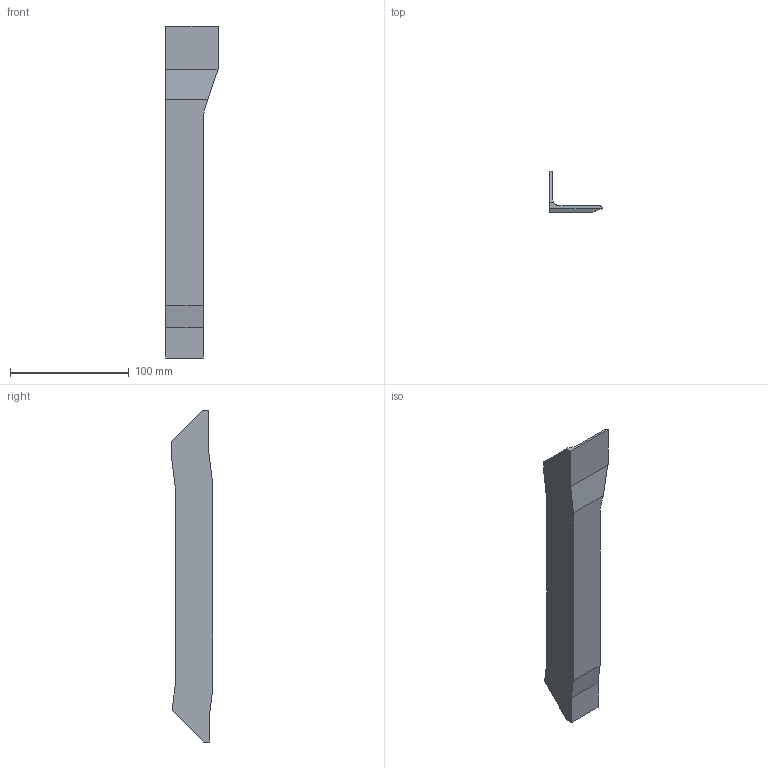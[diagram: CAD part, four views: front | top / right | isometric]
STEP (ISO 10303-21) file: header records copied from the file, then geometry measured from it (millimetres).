
FILE_DESCRIPTION(('CATIA V5 STEP Exchange'),'2;1');
FILE_NAME('Sample1.stp','2019-01-28T19:02:49+00:00',('none'),('none'),'CATIA Version 5-6 Release 2016 SP4 HF23','CATIA V5 STEP AP203','none');
FILE_SCHEMA(('CONFIG_CONTROL_DESIGN'));
Length unit declared in the file: inch
Products named in the file (1): Sample1
Bounding box: 44.45 x 34.92 x 279.4 mm (x, y, z)
Volume: 43155.2 mm3; surface area: 34965.6 mm2
Topology: 1 solids, 1 shells, 30 faces, 80 edges, 52 vertices
Faces by surface type: plane 23, cylinder 7
Entity records: 1029 total; most frequent: CARTESIAN_POINT 257, ORIENTED_EDGE 160, DIRECTION 130, EDGE_CURVE 80, VECTOR 67, LINE 67, VERTEX_POINT 52, AXIS2_PLACEMENT_3D 35
